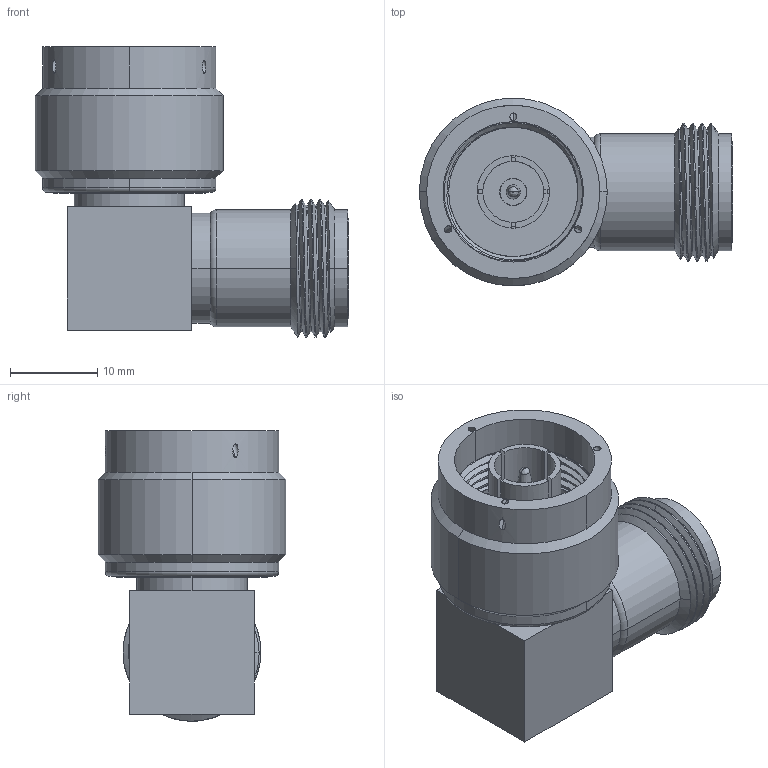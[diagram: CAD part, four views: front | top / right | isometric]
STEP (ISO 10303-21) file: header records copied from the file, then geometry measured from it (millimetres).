
FILE_DESCRIPTION((''),'2;1');
FILE_NAME('82-213_SW0001','2016-04-28T',('Anand'),(''),'PRO/ENGINEER BY PARAMETRIC TECHNOLOGY CORPORATION, 2014440','PRO/ENGINEER BY PARAMETRIC TECHNOLOGY CORPORATION, 2014440','');
FILE_SCHEMA(('CONFIG_CONTROL_DESIGN'));
Length unit declared in the file: millimetre
Products named in the file (1): 82-213_SW0001
Bounding box: 36.01 x 21.59 x 33.39 mm (x, y, z)
Surface area: 5821 mm2 (no closed solid volume)
Topology: 0 solids, 11 shells, 124 faces, 366 edges, 249 vertices
Faces by surface type: cylinder 52, plane 33, cone 22, bspline 11, torus 6
Entity records: 7452 total; most frequent: CARTESIAN_POINT 4160, DIRECTION 690, ORIENTED_EDGE 624, EDGE_CURVE 364, AXIS2_PLACEMENT_3D 278, VERTEX_POINT 249, CIRCLE 165, EDGE_LOOP 144
